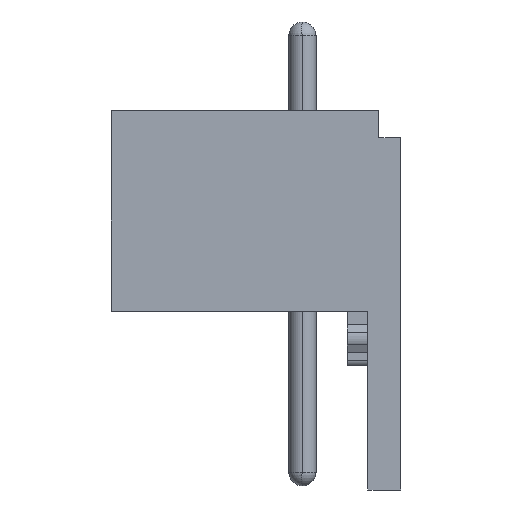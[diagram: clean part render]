
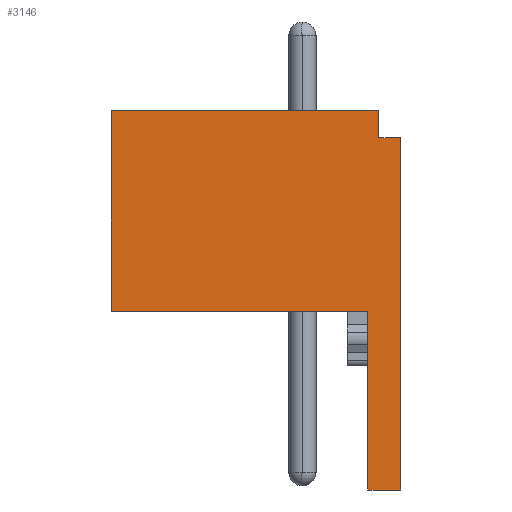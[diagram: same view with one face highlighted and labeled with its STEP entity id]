
A CAD part, front view. The second image highlights one B-rep face of the part: STEP entity #3146.
In plain terms, the highlighted planar face has unit normal (0, -1, 0).
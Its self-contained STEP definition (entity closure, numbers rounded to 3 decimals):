
#1=DIRECTION('',(1.,0.,0.));
#2=VECTOR('',#1,9.8);
#3=CARTESIAN_POINT('',(0.,0.,0.));
#4=LINE('',#3,#2);
#5=DIRECTION('',(0.,0.,-1.));
#6=VECTOR('',#5,1.);
#7=CARTESIAN_POINT('',(9.8,0.,0.));
#8=LINE('',#7,#6);
#9=DIRECTION('',(1.,0.,0.));
#10=VECTOR('',#9,0.8);
#11=CARTESIAN_POINT('',(9.8,0.,-1.));
#12=LINE('',#11,#10);
#13=DIRECTION('',(0.,0.,-1.));
#14=VECTOR('',#13,12.9);
#15=CARTESIAN_POINT('',(10.6,0.,-1.));
#16=LINE('',#15,#14);
#17=DIRECTION('',(-1.,0.,0.));
#18=VECTOR('',#17,1.2);
#19=CARTESIAN_POINT('',(10.6,0.,-13.9));
#20=LINE('',#19,#18);
#21=DIRECTION('',(0.,0.,1.));
#22=VECTOR('',#21,6.55);
#23=CARTESIAN_POINT('',(9.4,0.,-13.9));
#24=LINE('',#23,#22);
#25=DIRECTION('',(-1.,0.,0.));
#26=VECTOR('',#25,9.4);
#27=CARTESIAN_POINT('',(9.4,0.,-7.35));
#28=LINE('',#27,#26);
#29=DIRECTION('',(0.,0.,1.));
#30=VECTOR('',#29,7.35);
#31=CARTESIAN_POINT('',(0.,0.,-7.35));
#32=LINE('',#31,#30);
#2565=CARTESIAN_POINT('',(0.,0.,0.));
#2566=CARTESIAN_POINT('',(9.8,0.,0.));
#2567=VERTEX_POINT('',#2565);
#2568=VERTEX_POINT('',#2566);
#2569=CARTESIAN_POINT('',(9.8,0.,-1.));
#2570=VERTEX_POINT('',#2569);
#2571=CARTESIAN_POINT('',(10.6,0.,-1.));
#2572=VERTEX_POINT('',#2571);
#2573=CARTESIAN_POINT('',(10.6,0.,-13.9));
#2574=VERTEX_POINT('',#2573);
#2575=CARTESIAN_POINT('',(9.4,0.,-13.9));
#2576=VERTEX_POINT('',#2575);
#2577=CARTESIAN_POINT('',(9.4,0.,-7.35));
#2578=VERTEX_POINT('',#2577);
#2579=CARTESIAN_POINT('',(0.,0.,-7.35));
#2580=VERTEX_POINT('',#2579);
#3123=CARTESIAN_POINT('',(0.,0.,0.));
#3124=DIRECTION('',(0.,1.,0.));
#3125=DIRECTION('',(1.,0.,0.));
#3126=AXIS2_PLACEMENT_3D('',#3123,#3124,#3125);
#3127=PLANE('',#3126);
#3129=ORIENTED_EDGE('',*,*,#3128,.T.);
#3131=ORIENTED_EDGE('',*,*,#3130,.T.);
#3133=ORIENTED_EDGE('',*,*,#3132,.T.);
#3135=ORIENTED_EDGE('',*,*,#3134,.T.);
#3137=ORIENTED_EDGE('',*,*,#3136,.T.);
#3139=ORIENTED_EDGE('',*,*,#3138,.T.);
#3141=ORIENTED_EDGE('',*,*,#3140,.T.);
#3143=ORIENTED_EDGE('',*,*,#3142,.T.);
#3144=EDGE_LOOP('',(#3129,#3131,#3133,#3135,#3137,#3139,#3141,#3143));
#3145=FACE_OUTER_BOUND('',#3144,.F.);
#3146=ADVANCED_FACE('',(#3145),#3127,.F.);
#3128=EDGE_CURVE('',#2567,#2568,#4,.T.);
#3130=EDGE_CURVE('',#2568,#2570,#8,.T.);
#3132=EDGE_CURVE('',#2570,#2572,#12,.T.);
#3134=EDGE_CURVE('',#2572,#2574,#16,.T.);
#3136=EDGE_CURVE('',#2574,#2576,#20,.T.);
#3138=EDGE_CURVE('',#2576,#2578,#24,.T.);
#3140=EDGE_CURVE('',#2578,#2580,#28,.T.);
#3142=EDGE_CURVE('',#2580,#2567,#32,.T.);
